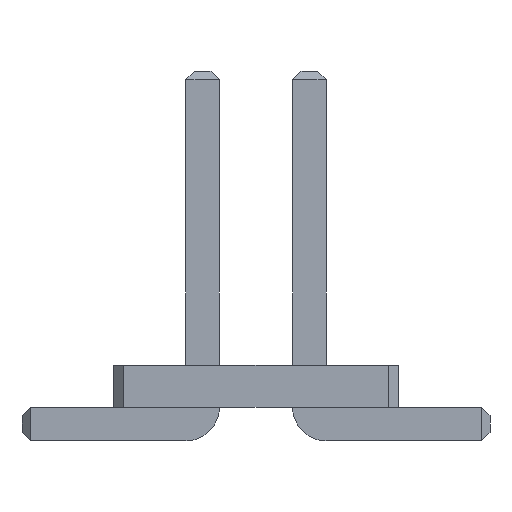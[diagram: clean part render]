
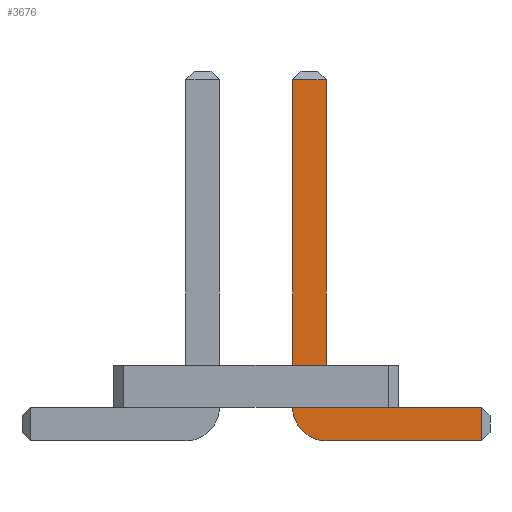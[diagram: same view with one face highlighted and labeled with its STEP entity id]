
A CAD part, front view. The second image highlights one B-rep face of the part: STEP entity #3676.
In plain terms, the highlighted planar face has unit normal (0, -1, 0).
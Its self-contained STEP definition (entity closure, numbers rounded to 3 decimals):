
#13=DIRECTION('',(0.,0.,1.));
#67=DIRECTION('',(1.,0.,0.));
#1637=VECTOR('',#67,1.);
#1648=DIRECTION('',(0.,1.,0.));
#1690=DIRECTION('',(-1.,0.,0.));
#3475=VECTOR('',#1690,1.);
#3483=DIRECTION('',(-0.,1.,0.));
#3484=DIRECTION('',(0.,0.,-1.));
#3491=VECTOR('',#3492,1.);
#3492=DIRECTION('',(0.,0.,1.));
#3503=VECTOR('',#3484,1.);
#3521=VERTEX_POINT('',#3522);
#3522=CARTESIAN_POINT('',(2.685,-17.345,0.));
#3525=ORIENTED_EDGE('',*,*,#3526,.T.);
#3526=EDGE_CURVE('',#3521,#3527,#3529,.T.);
#3527=VERTEX_POINT('',#3528);
#3528=CARTESIAN_POINT('',(0.835,-17.345,0.));
#3529=LINE('',#3530,#3475);
#3530=CARTESIAN_POINT('',(2.785,-17.345,0.));
#3570=VERTEX_POINT('',#3571);
#3571=CARTESIAN_POINT('',(0.435,-17.345,0.4));
#3574=EDGE_CURVE('',#3527,#3570,#3575,.T.);
#3575=CIRCLE('',#3576,0.4);
#3576=AXIS2_PLACEMENT_3D('',#3577,#3483,#3484);
#3577=CARTESIAN_POINT('',(0.835,-17.345,0.4));
#3586=VERTEX_POINT('',#3577);
#3588=ORIENTED_EDGE('',*,*,#3589,.T.);
#3589=EDGE_CURVE('',#3586,#3590,#3592,.T.);
#3590=VERTEX_POINT('',#3591);
#3591=CARTESIAN_POINT('',(2.685,-17.345,0.4));
#3592=LINE('',#3577,#1637);
#3602=ORIENTED_EDGE('',*,*,#3603,.T.);
#3603=EDGE_CURVE('',#3570,#3604,#3606,.T.);
#3604=VERTEX_POINT('',#3605);
#3605=CARTESIAN_POINT('',(0.435,-17.345,4.3));
#3606=LINE('',#3607,#3491);
#3607=CARTESIAN_POINT('',(0.435,-17.345,0.));
#3620=VERTEX_POINT('',#3621);
#3621=CARTESIAN_POINT('',(0.835,-17.345,4.3));
#3623=ORIENTED_EDGE('',*,*,#3624,.T.);
#3624=EDGE_CURVE('',#3620,#3586,#3625,.T.);
#3625=LINE('',#3626,#3503);
#3626=CARTESIAN_POINT('',(0.835,-17.345,4.4));
#3676=ADVANCED_FACE('',(#3677),#3686,.F.);
#3677=FACE_BOUND('',#3678,.F.);
#3678=EDGE_LOOP('',(#3525,#3679,#3602,#3680,#3623,#3588,#3683));
#3679=ORIENTED_EDGE('',*,*,#3574,.T.);
#3680=ORIENTED_EDGE('',*,*,#3681,.T.);
#3681=EDGE_CURVE('',#3604,#3620,#3682,.T.);
#3682=LINE('',#3605,#1637);
#3683=ORIENTED_EDGE('',*,*,#3684,.T.);
#3684=EDGE_CURVE('',#3590,#3521,#3685,.T.);
#3685=LINE('',#3591,#3503);
#3686=PLANE('',#3687);
#3687=AXIS2_PLACEMENT_3D('',#3688,#1648,#13);
#3688=CARTESIAN_POINT('',(1.032,-17.345,1.622));
